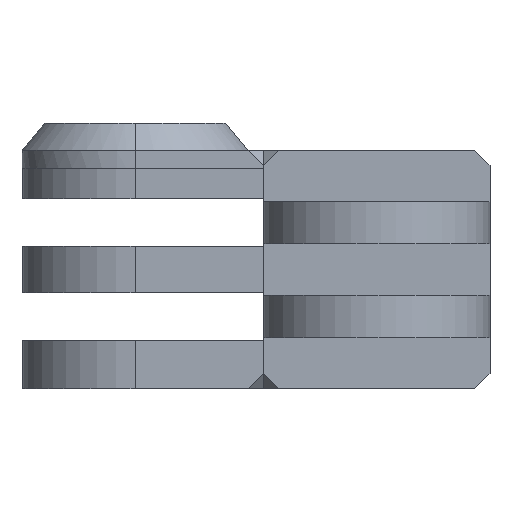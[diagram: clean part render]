
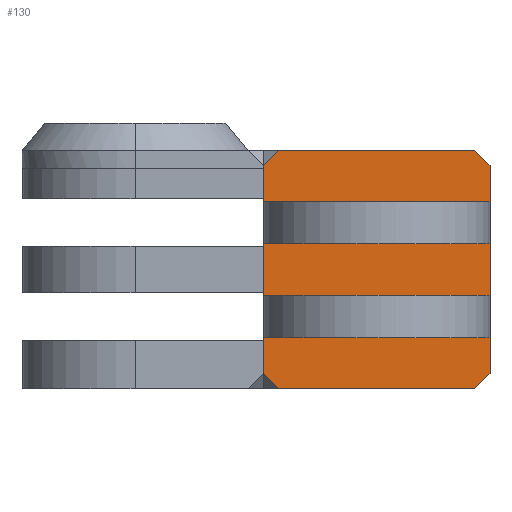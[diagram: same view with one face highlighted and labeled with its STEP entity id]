
A CAD part, front view. The second image highlights one B-rep face of the part: STEP entity #130.
In plain terms, the highlighted planar face has unit normal (0, -1, 0).
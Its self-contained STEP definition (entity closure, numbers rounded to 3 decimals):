
#130=ADVANCED_FACE('',(#245),#1693,.T.);
#245=FACE_OUTER_BOUND('',#360,.T.);
#360=EDGE_LOOP('',(#491,#492,#493,#494,#495,#496,#497,#498));
#491=ORIENTED_EDGE('',*,*,#1029,.T.);
#492=ORIENTED_EDGE('',*,*,#1087,.T.);
#493=ORIENTED_EDGE('',*,*,#1030,.T.);
#494=ORIENTED_EDGE('',*,*,#1091,.T.);
#495=ORIENTED_EDGE('',*,*,#1031,.T.);
#496=ORIENTED_EDGE('',*,*,#1085,.T.);
#497=ORIENTED_EDGE('',*,*,#1032,.T.);
#498=ORIENTED_EDGE('',*,*,#1082,.T.);
#1029=EDGE_CURVE('',#1511,#1512,#1298,.T.);
#1030=EDGE_CURVE('',#1513,#1514,#1299,.T.);
#1031=EDGE_CURVE('',#1515,#1516,#1300,.T.);
#1032=EDGE_CURVE('',#1517,#1518,#1301,.T.);
#1082=EDGE_CURVE('',#1518,#1511,#1351,.T.);
#1085=EDGE_CURVE('',#1516,#1517,#1354,.T.);
#1087=EDGE_CURVE('',#1512,#1513,#1356,.T.);
#1091=EDGE_CURVE('',#1514,#1515,#1360,.T.);
#1298=B_SPLINE_CURVE_WITH_KNOTS('',1,(#2083,#2084),.UNSPECIFIED.,.F.,.F.,
(2,2),(-14.,-1.),.UNSPECIFIED.);
#1299=B_SPLINE_CURVE_WITH_KNOTS('',1,(#2085,#2086),.UNSPECIFIED.,.F.,.F.,
(2,2),(-61.181,-47.119),.UNSPECIFIED.);
#1300=B_SPLINE_CURVE_WITH_KNOTS('',1,(#2087,#2088),.UNSPECIFIED.,.F.,.F.,
(2,2),(-45.1,-32.1),.UNSPECIFIED.);
#1301=B_SPLINE_CURVE_WITH_KNOTS('',1,(#2089,#2090),.UNSPECIFIED.,.F.,.F.,
(2,2),(-30.081,-16.019),.UNSPECIFIED.);
#1351=B_SPLINE_CURVE_WITH_KNOTS('',1,(#2189,#2190),.UNSPECIFIED.,.F.,.F.,
(2,2),(-0.707,0.707),.UNSPECIFIED.);
#1354=B_SPLINE_CURVE_WITH_KNOTS('',1,(#2195,#2196),.UNSPECIFIED.,.F.,.F.,
(2,2),(-0.707,0.707),.UNSPECIFIED.);
#1356=B_SPLINE_CURVE_WITH_KNOTS('',1,(#2199,#2200),.UNSPECIFIED.,.F.,.F.,
(2,2),(-0.707,0.707),.UNSPECIFIED.);
#1360=B_SPLINE_CURVE_WITH_KNOTS('',1,(#2207,#2208),.UNSPECIFIED.,.F.,.F.,
(2,2),(-0.707,0.707),.UNSPECIFIED.);
#1511=VERTEX_POINT('',#2035);
#1512=VERTEX_POINT('',#2036);
#1513=VERTEX_POINT('',#2037);
#1514=VERTEX_POINT('',#2038);
#1515=VERTEX_POINT('',#2039);
#1516=VERTEX_POINT('',#2040);
#1517=VERTEX_POINT('',#2041);
#1518=VERTEX_POINT('',#2042);
#1693=PLANE('',#1799);
#1799=AXIS2_PLACEMENT_3D('',#1977,#1888,$);
#1888=DIRECTION('',(0.,-1.,0.));
#1977=CARTESIAN_POINT('',(1569.506,-136.05,-5.272));
#2035=CARTESIAN_POINT('',(1583.506,-136.05,10.528));
#2036=CARTESIAN_POINT('',(1570.506,-136.05,10.528));
#2037=CARTESIAN_POINT('',(1569.506,-136.05,9.528));
#2038=CARTESIAN_POINT('',(1569.506,-136.05,-4.272));
#2039=CARTESIAN_POINT('',(1570.506,-136.05,-5.272));
#2040=CARTESIAN_POINT('',(1583.506,-136.05,-5.272));
#2041=CARTESIAN_POINT('',(1584.506,-136.05,-4.272));
#2042=CARTESIAN_POINT('',(1584.506,-136.05,9.528));
#2083=CARTESIAN_POINT('',(1583.506,-136.05,10.528));
#2084=CARTESIAN_POINT('',(1570.506,-136.05,10.528));
#2085=CARTESIAN_POINT('',(1569.506,-136.05,9.528));
#2086=CARTESIAN_POINT('',(1569.506,-136.05,-4.272));
#2087=CARTESIAN_POINT('',(1570.506,-136.05,-5.272));
#2088=CARTESIAN_POINT('',(1583.506,-136.05,-5.272));
#2089=CARTESIAN_POINT('',(1584.506,-136.05,-4.272));
#2090=CARTESIAN_POINT('',(1584.506,-136.05,9.528));
#2189=CARTESIAN_POINT('',(1584.506,-136.05,9.528));
#2190=CARTESIAN_POINT('',(1583.506,-136.05,10.528));
#2195=CARTESIAN_POINT('',(1583.506,-136.05,-5.272));
#2196=CARTESIAN_POINT('',(1584.506,-136.05,-4.272));
#2199=CARTESIAN_POINT('',(1570.506,-136.05,10.528));
#2200=CARTESIAN_POINT('',(1569.506,-136.05,9.528));
#2207=CARTESIAN_POINT('',(1569.506,-136.05,-4.272));
#2208=CARTESIAN_POINT('',(1570.506,-136.05,-5.272));
